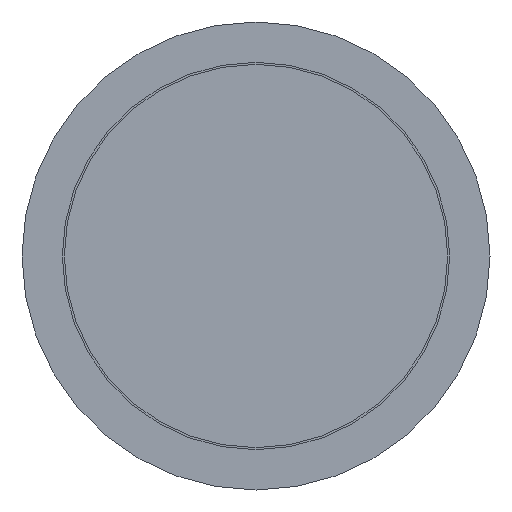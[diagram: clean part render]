
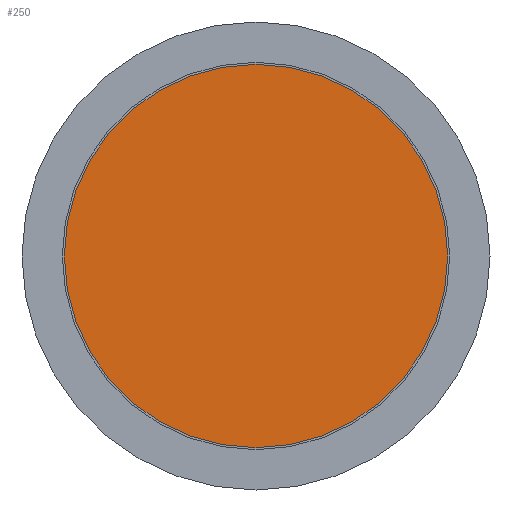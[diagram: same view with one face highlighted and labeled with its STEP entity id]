
A CAD part, front view. The second image highlights one B-rep face of the part: STEP entity #250.
In plain terms, the highlighted planar face has unit normal (0, -1, 0).
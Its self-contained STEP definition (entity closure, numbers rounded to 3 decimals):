
#13 = AXIS2_PLACEMENT_3D ( 'NONE', #68, #198, #31 ) ;
#31 = DIRECTION ( 'NONE',  ( 0., 0., -1. ) ) ;
#64 = ORIENTED_EDGE ( 'NONE', *, *, #176, .T. ) ;
#68 = CARTESIAN_POINT ( 'NONE',  ( 0., 0., 0. ) ) ;
#161 = DIRECTION ( 'NONE',  ( 0., 1., 0. ) ) ;
#176 = EDGE_CURVE ( 'NONE', #280, #280, #197, .T. ) ;
#197 = CIRCLE ( 'NONE', #13, 23.75 ) ;
#198 = DIRECTION ( 'NONE',  ( 0., -1., 0. ) ) ;
#236 = PLANE ( 'NONE',  #360 ) ;
#250 = ADVANCED_FACE ( 'NONE', ( #326 ), #236, .F. ) ;
#278 = CARTESIAN_POINT ( 'NONE',  ( -23.75, 0., 0. ) ) ;
#280 = VERTEX_POINT ( 'NONE', #367 ) ;
#326 = FACE_OUTER_BOUND ( 'NONE', #511, .T. ) ;
#335 = DIRECTION ( 'NONE',  ( 0., 0., 1. ) ) ;
#360 = AXIS2_PLACEMENT_3D ( 'NONE', #278, #161, #335 ) ;
#367 = CARTESIAN_POINT ( 'NONE',  ( 0., 0., -23.75 ) ) ;
#511 = EDGE_LOOP ( 'NONE', ( #64 ) ) ;
